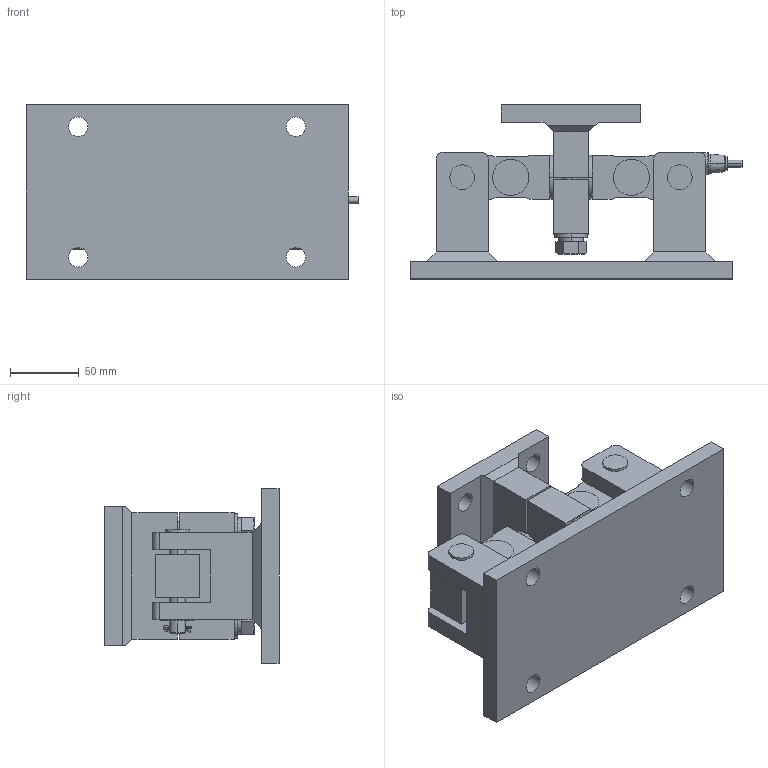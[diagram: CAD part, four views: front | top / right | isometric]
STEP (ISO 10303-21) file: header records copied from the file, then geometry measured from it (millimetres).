
FILE_DESCRIPTION (( 'STEP AP203' ), '1' );
FILE_NAME ('102ESM2-(1-5)Klb.STEP', '2025-07-18T08:42:00', ( '' ), ( '' ), 'SwSTEP 2.0', 'SolidWorks 2024', '' );
FILE_SCHEMA (( 'CONFIG_CONTROL_DESIGN' ));
Length unit declared in the file: millimetre
Products named in the file (1): 102ESM2-(1-5)Klb
Bounding box: 242.25 x 127 x 127 mm (x, y, z)
Volume: 1138344 mm3; surface area: 184829.8 mm2
Topology: 4 solids, 4 shells, 277 faces, 670 edges, 428 vertices
Faces by surface type: plane 135, cylinder 100, cone 34, bspline 8
Entity records: 9741 total; most frequent: CARTESIAN_POINT 3124, DIRECTION 1360, ORIENTED_EDGE 1340, EDGE_CURVE 670, AXIS2_PLACEMENT_3D 508, VERTEX_POINT 428, LINE 344, VECTOR 344
